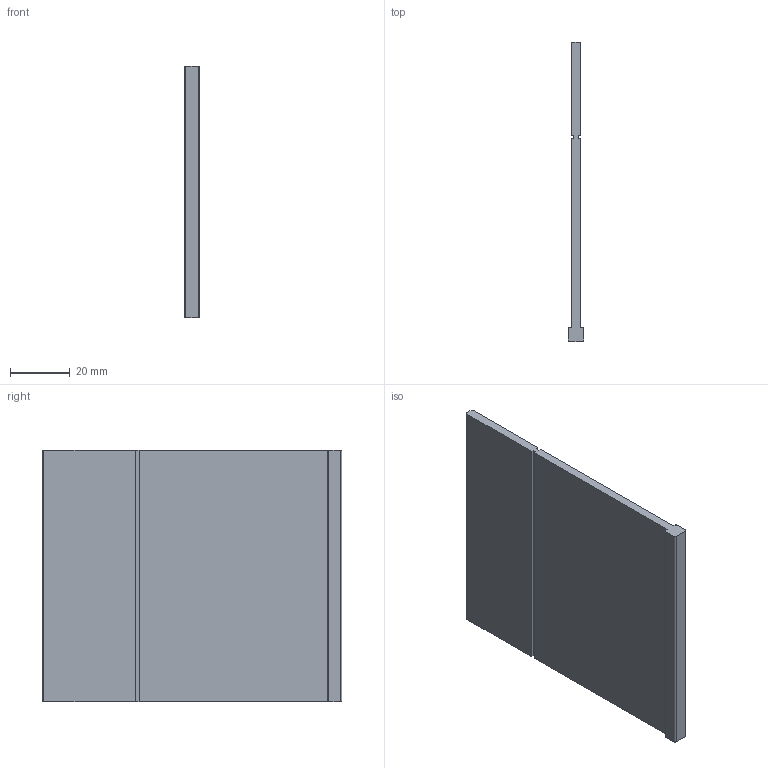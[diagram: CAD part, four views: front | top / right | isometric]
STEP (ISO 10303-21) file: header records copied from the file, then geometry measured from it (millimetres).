
FILE_DESCRIPTION(/* description */ (''),/* implementation_level */ '2;1');
FILE_NAME(/* name */ '3d_GLX902.stp',/* time_stamp */ '2021-05-06T14:30:05+02:00',/* author */ ('Andrzej'),/* organization */ (''),/* preprocessor_version */ 'ST-DEVELOPER v16.13',/* originating_system */ 'AutoCAD Mechanical',/* authorisation */ '');
FILE_SCHEMA (('AUTOMOTIVE_DESIGN { 1 0 10303 214 3 1 1 }'));
Length unit declared in the file: millimetre
Products named in the file (1): Product
Bounding box: 5.3 x 100 x 84 mm (x, y, z)
Volume: 25951.1 mm3; surface area: 18431.8 mm2
Topology: 1 solids, 1 shells, 25 faces, 69 edges, 46 vertices
Faces by surface type: plane 19, cylinder 6
Entity records: 818 total; most frequent: CARTESIAN_POINT 141, ORIENTED_EDGE 138, DIRECTION 133, EDGE_CURVE 69, LINE 57, VECTOR 57, VERTEX_POINT 46, AXIS2_PLACEMENT_3D 38
